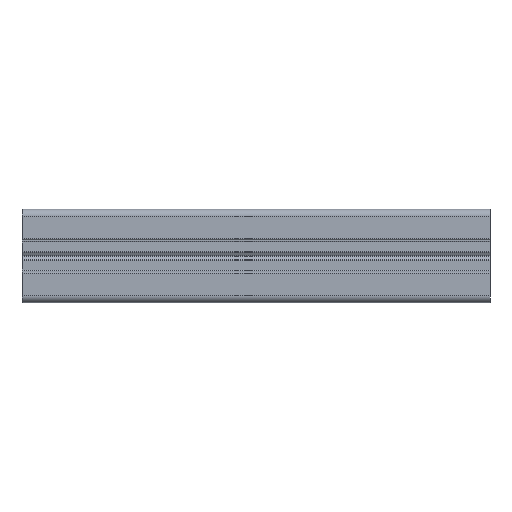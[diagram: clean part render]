
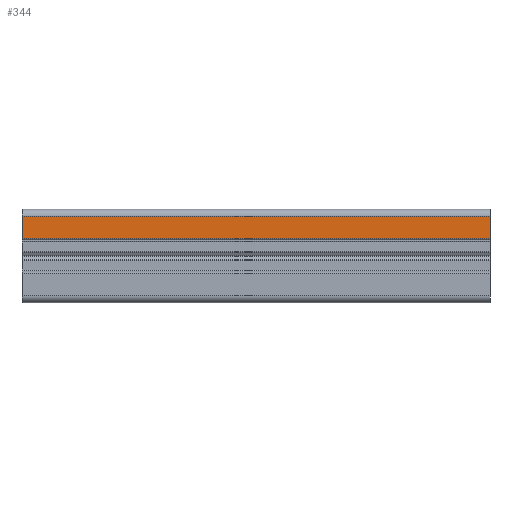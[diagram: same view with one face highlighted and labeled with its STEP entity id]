
A CAD part, left-side view. The second image highlights one B-rep face of the part: STEP entity #344.
In plain terms, the highlighted planar face has unit normal (-1, 0, 0).
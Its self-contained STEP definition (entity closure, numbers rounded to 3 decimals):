
#344 = ADVANCED_FACE( '', ( #710 ), #711, .T. );
#710 = FACE_OUTER_BOUND( '', #1101, .T. );
#711 = PLANE( '', #1102 );
#1101 = EDGE_LOOP( '', ( #1971, #1972, #1973, #1974 ) );
#1102 = AXIS2_PLACEMENT_3D( '', #1975, #1976, #1977 );
#1971 = ORIENTED_EDGE( '', *, *, #2853, .F. );
#1972 = ORIENTED_EDGE( '', *, *, #2451, .F. );
#1973 = ORIENTED_EDGE( '', *, *, #2854, .T. );
#1974 = ORIENTED_EDGE( '', *, *, #2483, .T. );
#1975 = CARTESIAN_POINT( '', ( -10., 100., 8.5 ) );
#1976 = DIRECTION( '', ( -1., 0., 0. ) );
#1977 = DIRECTION( '', ( 0., 0., 1. ) );
#2451 = EDGE_CURVE( '', #2955, #2951, #2957, .T. );
#2483 = EDGE_CURVE( '', #3013, #3010, #3014, .T. );
#2853 = EDGE_CURVE( '', #2951, #3010, #3589, .T. );
#2854 = EDGE_CURVE( '', #2955, #3013, #3590, .T. );
#2951 = VERTEX_POINT( '', #3699 );
#2955 = VERTEX_POINT( '', #3704 );
#2957 = LINE( '', #3706, #3707 );
#3010 = VERTEX_POINT( '', #3779 );
#3013 = VERTEX_POINT( '', #3782 );
#3014 = LINE( '', #3783, #3784 );
#3589 = LINE( '', #4550, #4551 );
#3590 = LINE( '', #4552, #4553 );
#3699 = CARTESIAN_POINT( '', ( -10., 0., 8.5 ) );
#3704 = CARTESIAN_POINT( '', ( -10., 100., 8.5 ) );
#3706 = CARTESIAN_POINT( '', ( -10., 100., 8.5 ) );
#3707 = VECTOR( '', #4699, 1000. );
#3779 = CARTESIAN_POINT( '', ( -10., 0., 3.7 ) );
#3782 = CARTESIAN_POINT( '', ( -10., 100., 3.7 ) );
#3783 = CARTESIAN_POINT( '', ( -10., 100., 3.7 ) );
#3784 = VECTOR( '', #4734, 1000. );
#4550 = CARTESIAN_POINT( '', ( -10., 0., 8.5 ) );
#4551 = VECTOR( '', #5193, 1000. );
#4552 = CARTESIAN_POINT( '', ( -10., 100., 8.5 ) );
#4553 = VECTOR( '', #5194, 1000. );
#4699 = DIRECTION( '', ( 0., -1., 0. ) );
#4734 = DIRECTION( '', ( 0., -1., 0. ) );
#5193 = DIRECTION( '', ( 0., 0., -1. ) );
#5194 = DIRECTION( '', ( 0., 0., -1. ) );
